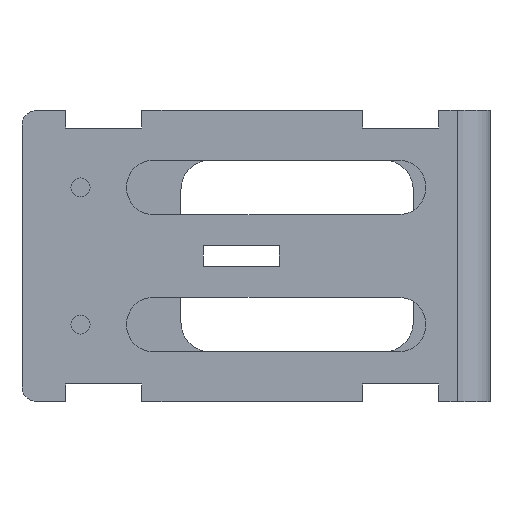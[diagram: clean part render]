
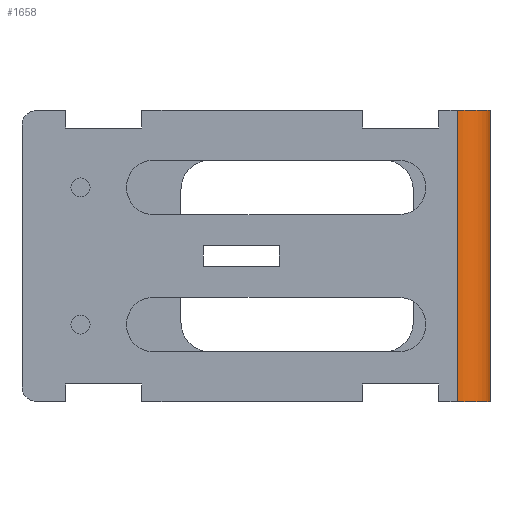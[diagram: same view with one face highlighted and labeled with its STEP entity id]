
A CAD part, left-side view. The second image highlights one B-rep face of the part: STEP entity #1658.
In plain terms, the highlighted cylindrical face has radius 5.715 mm (diameter 11.43 mm), a partial arc.
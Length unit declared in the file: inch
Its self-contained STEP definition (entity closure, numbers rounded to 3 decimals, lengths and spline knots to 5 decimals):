
#3 = DIRECTION ( 'NONE',  ( -1., 0., 0. ) ) ;
#47 = EDGE_CURVE ( 'NONE', #3170, #3528, #3885, .T. ) ;
#78 = CARTESIAN_POINT ( 'NONE',  ( -3.0226, -0.12, -0.995 ) ) ;
#205 = CARTESIAN_POINT ( 'NONE',  ( -3.2476, 0.105, 0.995 ) ) ;
#240 = AXIS2_PLACEMENT_3D ( 'NONE', #429, #3397, #2443 ) ;
#382 = AXIS2_PLACEMENT_3D ( 'NONE', #3225, #1310, #3 ) ;
#410 = CARTESIAN_POINT ( 'NONE',  ( -3.2476, 0.105, -0.995 ) ) ;
#429 = CARTESIAN_POINT ( 'NONE',  ( -3.0226, 0.105, 0.995 ) ) ;
#859 = EDGE_CURVE ( 'NONE', #3170, #3437, #2075, .T. ) ;
#887 = LINE ( 'NONE', #205, #3957 ) ;
#902 = DIRECTION ( 'NONE',  ( 1., 0., 0. ) ) ;
#1049 = VECTOR ( 'NONE', #2053, 39.37008 ) ;
#1310 = DIRECTION ( 'NONE',  ( 0., 0., -1. ) ) ;
#1553 = DIRECTION ( 'NONE',  ( 0., 0., -1. ) ) ;
#1580 = DIRECTION ( 'NONE',  ( 0., 0., -1. ) ) ;
#1630 = FACE_OUTER_BOUND ( 'NONE', #1823, .T. ) ;
#1658 = ADVANCED_FACE ( 'NONE', ( #1630 ), #2916, .T. ) ;
#1823 = EDGE_LOOP ( 'NONE', ( #3480, #2722, #2595, #2717 ) ) ;
#1882 = CIRCLE ( 'NONE', #3960, 0.225 ) ;
#2053 = DIRECTION ( 'NONE',  ( 0., 0., -1. ) ) ;
#2075 = LINE ( 'NONE', #2113, #1049 ) ;
#2113 = CARTESIAN_POINT ( 'NONE',  ( -3.0226, -0.12, 0.995 ) ) ;
#2370 = EDGE_CURVE ( 'NONE', #3528, #3292, #887, .T. ) ;
#2443 = DIRECTION ( 'NONE',  ( 1., 0., 0. ) ) ;
#2575 = EDGE_CURVE ( 'NONE', #3437, #3292, #1882, .T. ) ;
#2595 = ORIENTED_EDGE ( 'NONE', *, *, #47, .T. ) ;
#2717 = ORIENTED_EDGE ( 'NONE', *, *, #2370, .T. ) ;
#2722 = ORIENTED_EDGE ( 'NONE', *, *, #859, .F. ) ;
#2730 = CARTESIAN_POINT ( 'NONE',  ( -3.2476, 0.105, 0.995 ) ) ;
#2815 = CARTESIAN_POINT ( 'NONE',  ( -3.0226, -0.12, 0.995 ) ) ;
#2916 = CYLINDRICAL_SURFACE ( 'NONE', #382, 0.225 ) ;
#3170 = VERTEX_POINT ( 'NONE', #2815 ) ;
#3225 = CARTESIAN_POINT ( 'NONE',  ( -3.0226, 0.105, 0.995 ) ) ;
#3292 = VERTEX_POINT ( 'NONE', #410 ) ;
#3397 = DIRECTION ( 'NONE',  ( 0., 0., -1. ) ) ;
#3437 = VERTEX_POINT ( 'NONE', #78 ) ;
#3476 = CARTESIAN_POINT ( 'NONE',  ( -3.0226, 0.105, -0.995 ) ) ;
#3480 = ORIENTED_EDGE ( 'NONE', *, *, #2575, .F. ) ;
#3528 = VERTEX_POINT ( 'NONE', #2730 ) ;
#3885 = CIRCLE ( 'NONE', #240, 0.225 ) ;
#3957 = VECTOR ( 'NONE', #1580, 39.37008 ) ;
#3960 = AXIS2_PLACEMENT_3D ( 'NONE', #3476, #1553, #902 ) ;
